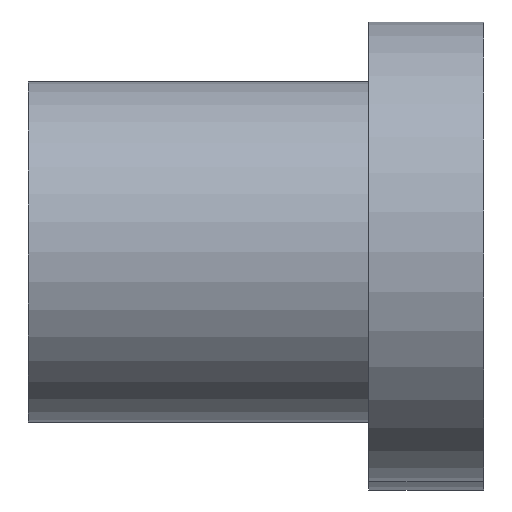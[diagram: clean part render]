
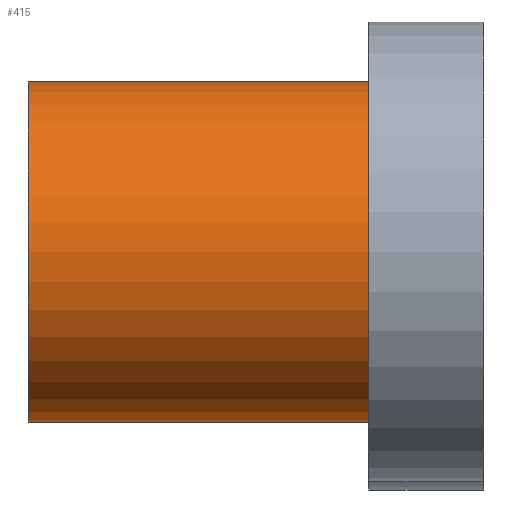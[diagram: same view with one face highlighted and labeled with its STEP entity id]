
A CAD part, left-side view. The second image highlights one B-rep face of the part: STEP entity #415.
In plain terms, the highlighted cylindrical face has radius 3.7 mm (diameter 7.4 mm), a full revolution.
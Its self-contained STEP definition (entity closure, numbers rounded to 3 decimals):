
#25=CYLINDRICAL_SURFACE('',#473,3.7);
#35=CIRCLE('',#472,3.7);
#36=CIRCLE('',#474,3.7);
#57=FACE_OUTER_BOUND('',#87,.T.);
#87=EDGE_LOOP('',(#312,#313,#314,#315));
#128=LINE('',#683,#166);
#166=VECTOR('',#552,3.7);
#201=VERTEX_POINT('',#679);
#202=VERTEX_POINT('',#682);
#243=EDGE_CURVE('',#201,#201,#35,.T.);
#244=EDGE_CURVE('',#201,#202,#128,.T.);
#245=EDGE_CURVE('',#202,#202,#36,.T.);
#312=ORIENTED_EDGE('',*,*,#243,.F.);
#313=ORIENTED_EDGE('',*,*,#244,.T.);
#314=ORIENTED_EDGE('',*,*,#245,.F.);
#315=ORIENTED_EDGE('',*,*,#244,.F.);
#415=ADVANCED_FACE('',(#57),#25,.T.);
#472=AXIS2_PLACEMENT_3D('',#680,#548,#549);
#473=AXIS2_PLACEMENT_3D('',#681,#550,#551);
#474=AXIS2_PLACEMENT_3D('',#684,#553,#554);
#548=DIRECTION('center_axis',(0.,1.,0.));
#549=DIRECTION('ref_axis',(1.,0.,0.));
#550=DIRECTION('center_axis',(0.,1.,0.));
#551=DIRECTION('ref_axis',(1.,0.,0.));
#552=DIRECTION('',(0.,-1.,0.));
#553=DIRECTION('center_axis',(0.,-1.,0.));
#554=DIRECTION('ref_axis',(1.,0.,0.));
#679=CARTESIAN_POINT('',(-3.7,9.9,0.));
#680=CARTESIAN_POINT('Origin',(0.,9.9,0.));
#681=CARTESIAN_POINT('Origin',(0.,2.5,0.));
#682=CARTESIAN_POINT('',(-3.7,2.5,0.));
#683=CARTESIAN_POINT('',(-3.7,2.5,0.));
#684=CARTESIAN_POINT('Origin',(0.,2.5,0.));
